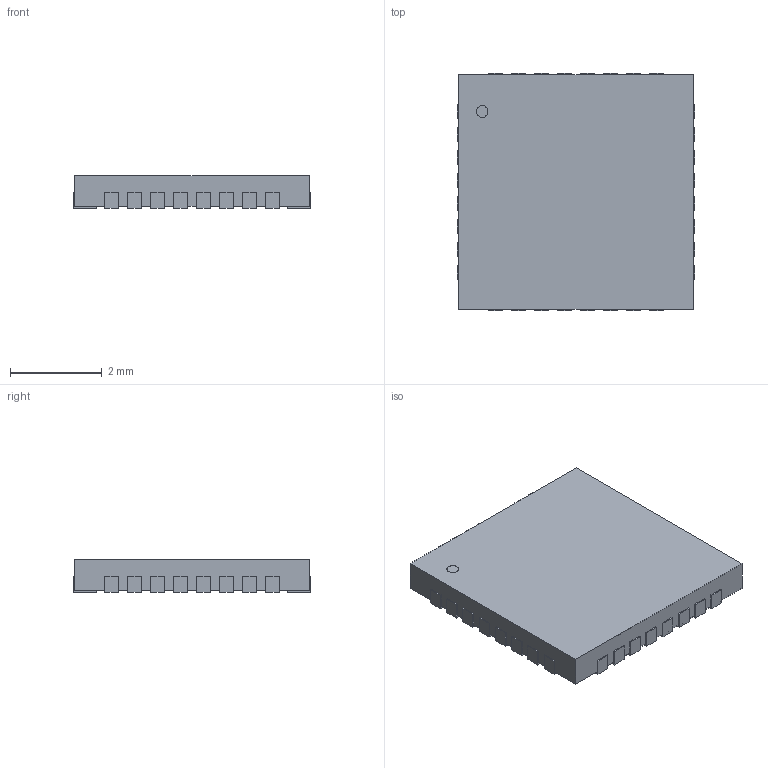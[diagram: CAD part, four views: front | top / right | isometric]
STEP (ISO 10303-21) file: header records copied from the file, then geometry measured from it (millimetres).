
FILE_DESCRIPTION(('FreeCAD Model'),'2;1');
FILE_NAME('PUQFN-N32_5mmX5mm_P0.5.step','2017-11-17T14:53:04' ,('kicad StepUp'),('ksu MCAD'),'Open CASCADE STEP processor 6.8', 'FreeCAD','Unknown');
FILE_SCHEMA(('AUTOMOTIVE_DESIGN_CC2 { 1 2 10303 214 -1 1 5 4 }'));
Length unit declared in the file: millimetre
Products named in the file (1): PUQFN-N32_5mmX5mm_P0.5
Bounding box: 5.16 x 5.16 x 0.71 mm (x, y, z)
Volume: 0 mm3; surface area: 84.7 mm2
Topology: 1 solids, 263 shells, 265 faces, 1179 edges, 1178 vertices
Faces by surface type: plane 264, cylinder 1
Full cylindrical faces by diameter (mm): 0.255 x1
Entity records: 13955 total; most frequent: CARTESIAN_POINT 2624, DIRECTION 1712, ORIENTED_EDGE 1182, EDGE_CURVE 1179, VERTEX_POINT 1178, LINE 1176, VECTOR 1176, AXIS2_PLACEMENT_3D 268
